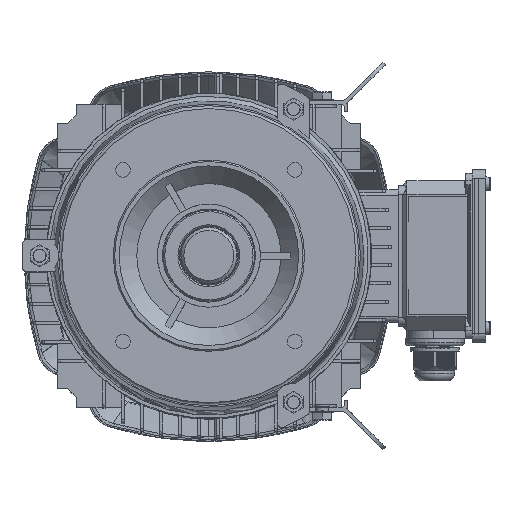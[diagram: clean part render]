
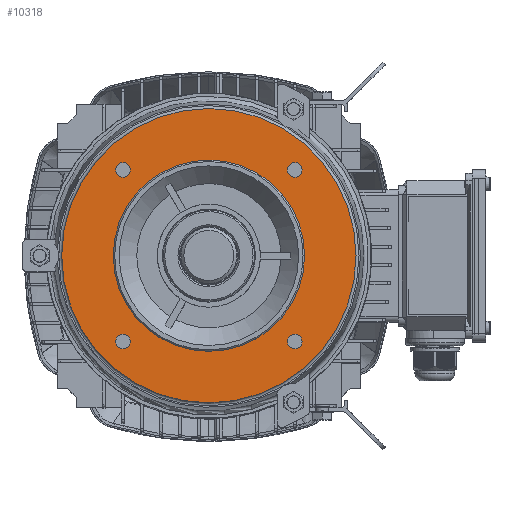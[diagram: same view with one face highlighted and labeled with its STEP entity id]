
A CAD part, top view. The second image highlights one B-rep face of the part: STEP entity #10318.
In plain terms, the highlighted planar face has unit normal (0, 0, 1).
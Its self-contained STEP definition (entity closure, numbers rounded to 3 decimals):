
#2574=PLANE('',#92336);
#10318=ADVANCED_FACE('',(#31366,#31367,#31368,#31369,#31370,#31371),#2574,
 .F.);
#31366=FACE_BOUND('',#34698,.T.);
#31367=FACE_BOUND('',#34699,.T.);
#31368=FACE_BOUND('',#34700,.T.);
#31369=FACE_BOUND('',#34701,.T.);
#31370=FACE_BOUND('',#34702,.T.);
#31371=FACE_BOUND('',#34703,.T.);
#34698=EDGE_LOOP('',(#49260));
#34699=EDGE_LOOP('',(#49261));
#34700=EDGE_LOOP('',(#49262));
#34701=EDGE_LOOP('',(#49263));
#34702=EDGE_LOOP('',(#49264));
#34703=EDGE_LOOP('',(#49265));
#49260=ORIENTED_EDGE('',*,*,#78053,.F.);
#49261=ORIENTED_EDGE('',*,*,#78054,.F.);
#49262=ORIENTED_EDGE('',*,*,#78055,.F.);
#49263=ORIENTED_EDGE('',*,*,#78056,.T.);
#49264=ORIENTED_EDGE('',*,*,#78057,.F.);
#49265=ORIENTED_EDGE('',*,*,#78058,.F.);
#67567=VERTEX_POINT('',#143689);
#67568=VERTEX_POINT('',#143691);
#67569=VERTEX_POINT('',#143693);
#67570=VERTEX_POINT('',#143695);
#67571=VERTEX_POINT('',#143697);
#67572=VERTEX_POINT('',#143699);
#78053=EDGE_CURVE('',#67567,#67567,#86583,.T.);
#78054=EDGE_CURVE('',#67568,#67568,#86584,.T.);
#78055=EDGE_CURVE('',#67569,#67569,#86585,.T.);
#78056=EDGE_CURVE('',#67570,#67570,#86586,.T.);
#78057=EDGE_CURVE('',#67571,#67571,#86587,.T.);
#78058=EDGE_CURVE('',#67572,#67572,#86588,.T.);
#86583=CIRCLE('',#92330,5.);
#86584=CIRCLE('',#92331,5.);
#86585=CIRCLE('',#92332,65.);
#86586=CIRCLE('',#92333,100.);
#86587=CIRCLE('',#92334,5.);
#86588=CIRCLE('',#92335,5.);
#92330=AXIS2_PLACEMENT_3D('',#143688,#107119,#107120);
#92331=AXIS2_PLACEMENT_3D('',#143690,#107121,#107122);
#92332=AXIS2_PLACEMENT_3D('',#143692,#107123,#107124);
#92333=AXIS2_PLACEMENT_3D('',#143694,#107125,#107126);
#92334=AXIS2_PLACEMENT_3D('',#143696,#107127,#107128);
#92335=AXIS2_PLACEMENT_3D('',#143698,#107129,#107130);
#92336=AXIS2_PLACEMENT_3D('',#143700,#107131,#107132);
#107119=DIRECTION('',(0.,0.,1.));
#107120=DIRECTION('',(0.,1.,0.));
#107121=DIRECTION('',(0.,0.,1.));
#107122=DIRECTION('',(0.,1.,0.));
#107123=DIRECTION('',(0.,0.,1.));
#107124=DIRECTION('',(0.,-1.,0.));
#107125=DIRECTION('',(0.,0.,1.));
#107126=DIRECTION('',(0.,-1.,0.));
#107127=DIRECTION('',(0.,0.,1.));
#107128=DIRECTION('',(0.,1.,0.));
#107129=DIRECTION('',(0.,0.,1.));
#107130=DIRECTION('',(0.,1.,0.));
#107131=DIRECTION('',(0.,0.,-1.));
#107132=DIRECTION('',(0.,1.,0.));
#143688=CARTESIAN_POINT('',(58.336,58.336,284.));
#143689=CARTESIAN_POINT('',(58.336,63.336,284.));
#143690=CARTESIAN_POINT('',(58.336,-58.336,284.));
#143691=CARTESIAN_POINT('',(58.336,-53.336,284.));
#143692=CARTESIAN_POINT('',(0.,0.,284.));
#143693=CARTESIAN_POINT('',(0.,-65.,284.));
#143694=CARTESIAN_POINT('',(0.,0.,284.));
#143695=CARTESIAN_POINT('',(0.,-100.,284.));
#143696=CARTESIAN_POINT('',(-58.336,-58.336,284.));
#143697=CARTESIAN_POINT('',(-58.336,-53.336,284.));
#143698=CARTESIAN_POINT('',(-58.336,58.336,284.));
#143699=CARTESIAN_POINT('',(-58.336,63.336,284.));
#143700=CARTESIAN_POINT('',(100.,0.,284.));
